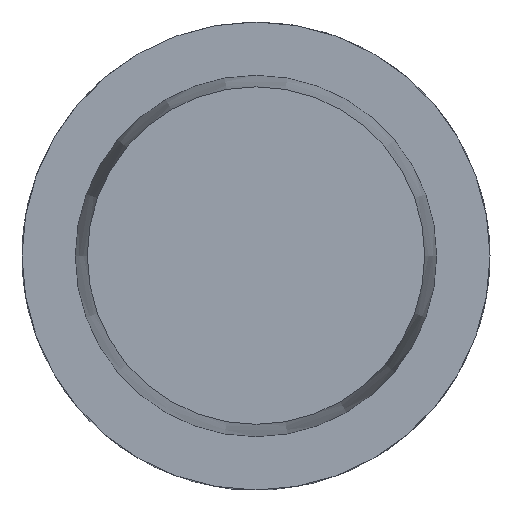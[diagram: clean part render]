
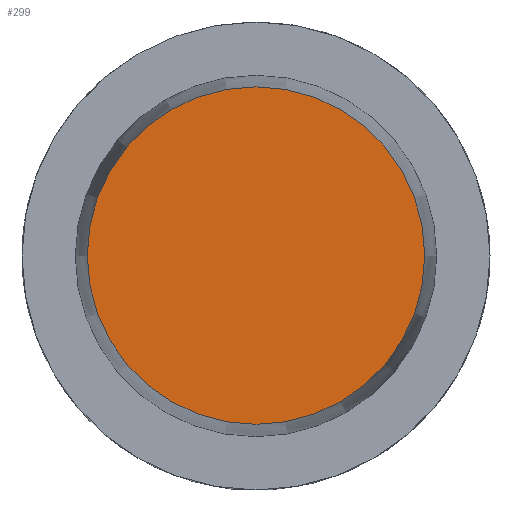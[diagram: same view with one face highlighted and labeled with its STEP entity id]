
A CAD part, top view. The second image highlights one B-rep face of the part: STEP entity #299.
In plain terms, the highlighted planar face has unit normal (0, 0, 1).
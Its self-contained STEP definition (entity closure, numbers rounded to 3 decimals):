
#299=ADVANCED_FACE('',(#367),#327,.F.);
#327=PLANE('',#1067);
#367=FACE_OUTER_BOUND('',#429,.T.);
#429=EDGE_LOOP('',(#689));
#689=ORIENTED_EDGE('',*,*,#917,.T.);
#787=VERTEX_POINT('',#1695);
#917=EDGE_CURVE('',#787,#787,#955,.T.);
#955=CIRCLE('',#1066,22.717);
#1066=AXIS2_PLACEMENT_3D('',#1694,#1317,#1318);
#1067=AXIS2_PLACEMENT_3D('',#1696,#1319,#1320);
#1317=DIRECTION('',(0.,0.,1.));
#1318=DIRECTION('',(-1.,0.,0.));
#1319=DIRECTION('',(0.,0.,-1.));
#1320=DIRECTION('',(1.,0.,0.));
#1694=CARTESIAN_POINT('',(0.,0.,
32.));
#1695=CARTESIAN_POINT('',(-22.717,0.,32.));
#1696=CARTESIAN_POINT('',(-21.576,0.,32.));
